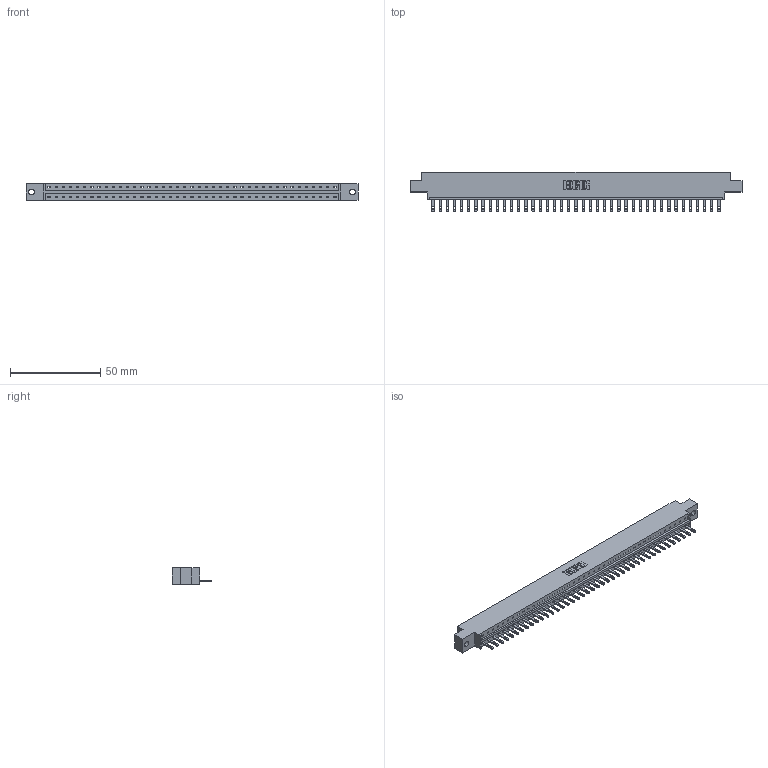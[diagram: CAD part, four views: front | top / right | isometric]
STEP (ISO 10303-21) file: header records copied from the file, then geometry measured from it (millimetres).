
FILE_DESCRIPTION (( 'STEP AP203' ), '1' );
FILE_NAME ('833-041-500-602.STEP', '2020-06-03T18:32:07', ( '' ), ( '' ), 'SwSTEP 2.0', 'SolidWorks 2020', '' );
FILE_SCHEMA (( 'CONFIG_CONTROL_DESIGN' ));
Length unit declared in the file: inch
Products named in the file (3): 833-041-500-602; 345-292-001_345-293-100; 833 Part_Offset - .128 Dia
Assembly tree (42 placements, depth 2):
  833-041-500-602
    833 Part_Offset - .128 Dia
    345-292-001_345-293-100  x41
Bounding box: 184 x 21.85 x 9.4 mm (x, y, z)
Volume: 18267.6 mm3; surface area: 19784.1 mm2
Topology: 42 solids, 42 shells, 2332 faces, 7211 edges, 4806 vertices
Faces by surface type: plane 1550, cylinder 782
Entity records: 25259 total; most frequent: CARTESIAN_POINT 4365, ORIENTED_EDGE 4342, DIRECTION 3685, EDGE_CURVE 2171, VECTOR 2039, LINE 2039, VERTEX_POINT 1446, AXIS2_PLACEMENT_3D 823
